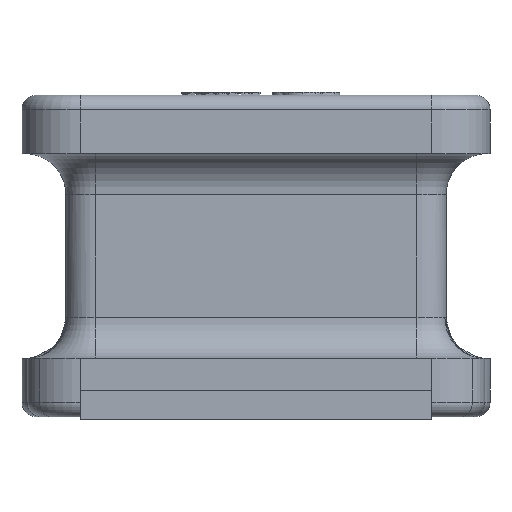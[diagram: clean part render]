
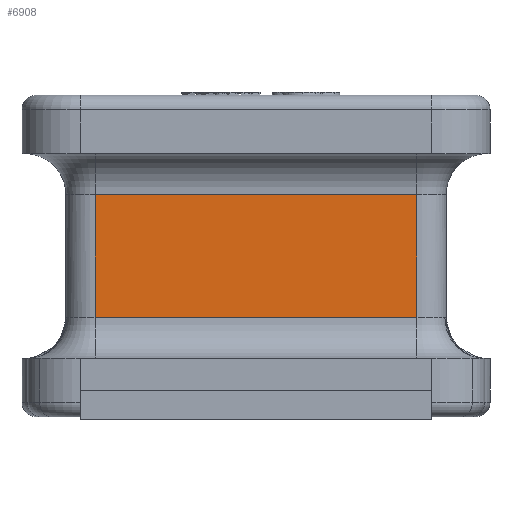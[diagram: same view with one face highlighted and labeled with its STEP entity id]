
A CAD part, left-side view. The second image highlights one B-rep face of the part: STEP entity #6908.
In plain terms, the highlighted planar face has unit normal (-1, 0, 0).
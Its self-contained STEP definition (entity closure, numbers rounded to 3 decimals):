
#274=PLANE('',#7422);
#515=FACE_OUTER_BOUND('',#933,.T.);
#933=EDGE_LOOP('',(#5009,#5010,#5011,#5012));
#1493=LINE('',#10651,#2135);
#1494=LINE('',#10653,#2136);
#1495=LINE('',#10655,#2137);
#1496=LINE('',#10656,#2138);
#2135=VECTOR('',#8235,1.);
#2136=VECTOR('',#8236,1.);
#2137=VECTOR('',#8237,1.);
#2138=VECTOR('',#8238,1.);
#3239=VERTEX_POINT('',#10649);
#3240=VERTEX_POINT('',#10650);
#3241=VERTEX_POINT('',#10652);
#3242=VERTEX_POINT('',#10654);
#3938=EDGE_CURVE('',#3239,#3240,#1493,.T.);
#3939=EDGE_CURVE('',#3240,#3241,#1494,.T.);
#3940=EDGE_CURVE('',#3241,#3242,#1495,.T.);
#3941=EDGE_CURVE('',#3242,#3239,#1496,.T.);
#5009=ORIENTED_EDGE('',*,*,#3938,.T.);
#5010=ORIENTED_EDGE('',*,*,#3939,.T.);
#5011=ORIENTED_EDGE('',*,*,#3940,.T.);
#5012=ORIENTED_EDGE('',*,*,#3941,.T.);
#6908=ADVANCED_FACE('',(#515),#274,.F.);
#7422=AXIS2_PLACEMENT_3D('',#10648,#8233,#8234);
#8233=DIRECTION('center_axis',(1.,0.,0.));
#8234=DIRECTION('ref_axis',(0.,0.,-1.));
#8235=DIRECTION('',(0.,0.,-1.));
#8236=DIRECTION('',(0.,-1.,0.));
#8237=DIRECTION('',(0.,0.,1.));
#8238=DIRECTION('',(0.,1.,0.));
#10648=CARTESIAN_POINT('Origin',(-0.85,-0.65,0.91));
#10649=CARTESIAN_POINT('',(-0.85,0.55,0.77));
#10650=CARTESIAN_POINT('',(-0.85,0.55,0.35));
#10651=CARTESIAN_POINT('',(-0.85,0.55,0.91));
#10652=CARTESIAN_POINT('',(-0.85,-0.55,0.35));
#10653=CARTESIAN_POINT('',(-0.85,-0.65,0.35));
#10654=CARTESIAN_POINT('',(-0.85,-0.55,0.77));
#10655=CARTESIAN_POINT('',(-0.85,-0.55,0.91));
#10656=CARTESIAN_POINT('',(-0.85,0.55,0.77));
